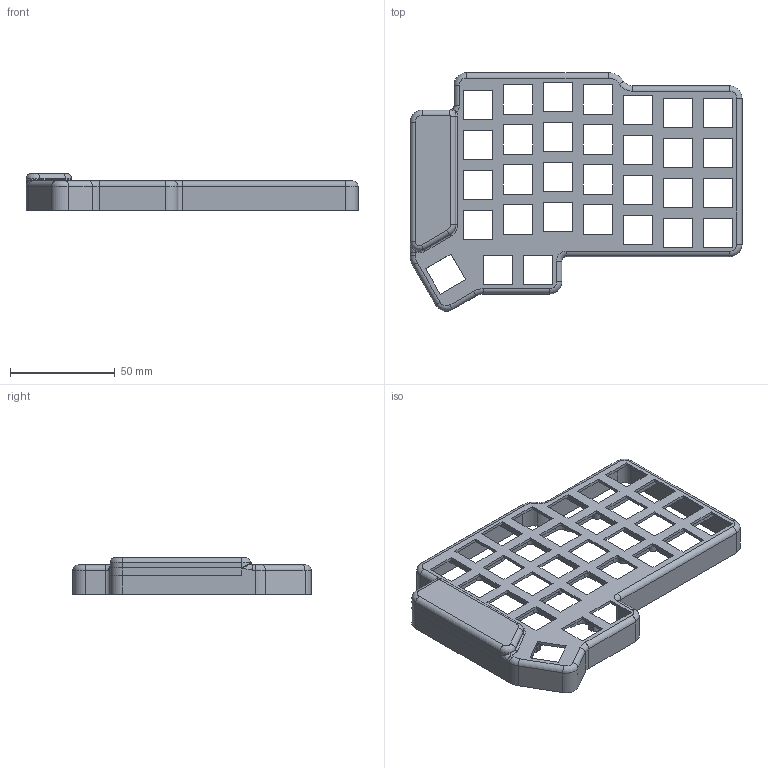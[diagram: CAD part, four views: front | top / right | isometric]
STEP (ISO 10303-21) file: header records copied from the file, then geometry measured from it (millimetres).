
FILE_DESCRIPTION(('FreeCAD Model'),'2;1');
FILE_NAME('Open CASCADE Shape Model','2023-02-12T21:13:06',(''),(''), 'Open CASCADE STEP processor 7.6','FreeCAD','Unknown');
FILE_SCHEMA(('AUTOMOTIVE_DESIGN { 1 0 10303 214 1 1 1 1 }'));
Length unit declared in the file: millimetre
Products named in the file (1): Right_complete
Bounding box: 158.11 x 113.55 x 17.5 mm (x, y, z)
Volume: 23502.2 mm3; surface area: 36617.4 mm2
Topology: 1 solids, 1 shells, 459 faces, 1242 edges, 779 vertices
Faces by surface type: plane 280, cylinder 139, torus 33, offset 3, bspline 2, revolution 2
Full cylindrical faces by diameter (mm): 2 x6
Entity records: 31402 total; most frequent: CARTESIAN_POINT 7706, DIRECTION 4101, ORIENTED_EDGE 2480, PCURVE 2480, DEFINITIONAL_REPRESENTATION 2480, LINE 2285, VECTOR 2285, EDGE_CURVE 1240
